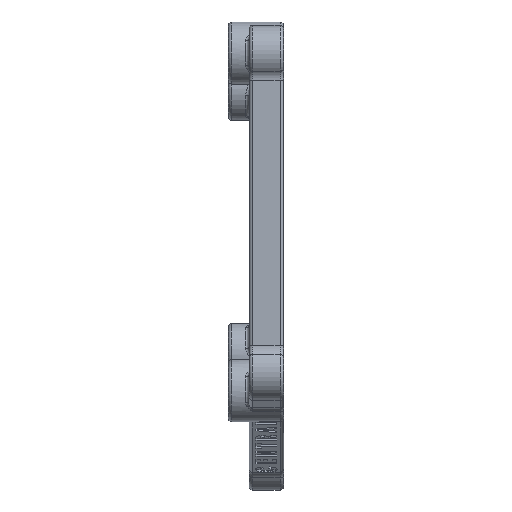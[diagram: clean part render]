
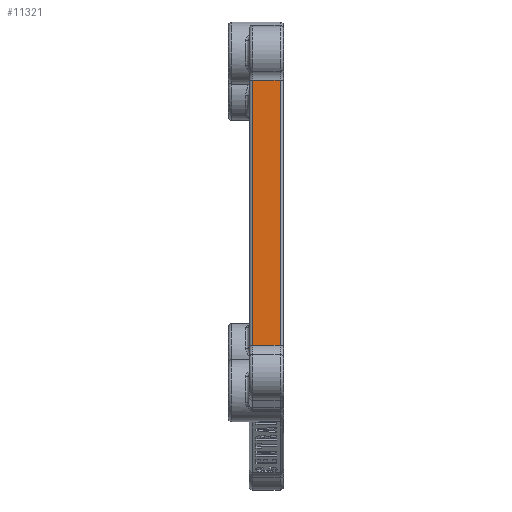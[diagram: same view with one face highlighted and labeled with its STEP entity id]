
A CAD part, left-side view. The second image highlights one B-rep face of the part: STEP entity #11321.
In plain terms, the highlighted planar face has unit normal (-1, 0, 0).
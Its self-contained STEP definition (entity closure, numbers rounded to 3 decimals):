
#1321=LINE('',#19768,#2394);
#1330=LINE('',#19823,#2403);
#1331=LINE('',#19827,#2404);
#1332=LINE('',#19828,#2405);
#2394=VECTOR('',#14375,10.);
#2403=VECTOR('',#14448,10.);
#2404=VECTOR('',#14453,10.);
#2405=VECTOR('',#14454,10.);
#3085=FACE_OUTER_BOUND('',#3797,.T.);
#3797=EDGE_LOOP('',(#9317,#9318,#9319,#9320));
#5288=VERTEX_POINT('',#19760);
#5290=VERTEX_POINT('',#19766);
#5304=VERTEX_POINT('',#19822);
#5305=VERTEX_POINT('',#19826);
#6685=EDGE_CURVE('',#5290,#5288,#1321,.T.);
#6714=EDGE_CURVE('',#5288,#5304,#1330,.T.);
#6716=EDGE_CURVE('',#5305,#5290,#1331,.T.);
#6717=EDGE_CURVE('',#5304,#5305,#1332,.T.);
#9317=ORIENTED_EDGE('',*,*,#6685,.F.);
#9318=ORIENTED_EDGE('',*,*,#6716,.F.);
#9319=ORIENTED_EDGE('',*,*,#6717,.F.);
#9320=ORIENTED_EDGE('',*,*,#6714,.F.);
#10833=PLANE('',#12131);
#11321=ADVANCED_FACE('',(#3085),#10833,.T.);
#12131=AXIS2_PLACEMENT_3D('',#19825,#14451,#14452);
#14375=DIRECTION('',(0.,0.,-1.));
#14448=DIRECTION('',(0.,1.,0.));
#14451=DIRECTION('center_axis',(-1.,0.,0.));
#14452=DIRECTION('ref_axis',(0.,0.,1.));
#14453=DIRECTION('',(0.,-1.,0.));
#14454=DIRECTION('',(0.,0.,1.));
#19760=CARTESIAN_POINT('',(-53.,0.5,16.969));
#19766=CARTESIAN_POINT('',(-53.,0.5,55.431));
#19768=CARTESIAN_POINT('',(-53.,0.5,37.761));
#19822=CARTESIAN_POINT('',(-53.,4.5,16.969));
#19823=CARTESIAN_POINT('',(-53.,0.,16.969));
#19825=CARTESIAN_POINT('Origin',(-53.,0.,16.122));
#19826=CARTESIAN_POINT('',(-53.,4.5,55.431));
#19827=CARTESIAN_POINT('',(-53.,0.,55.431));
#19828=CARTESIAN_POINT('',(-53.,4.5,37.761));
